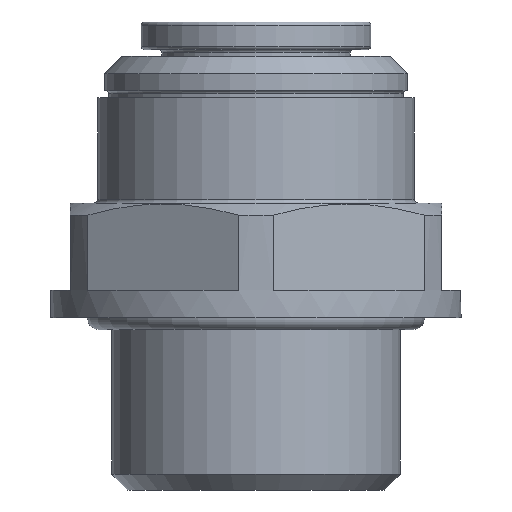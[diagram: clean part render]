
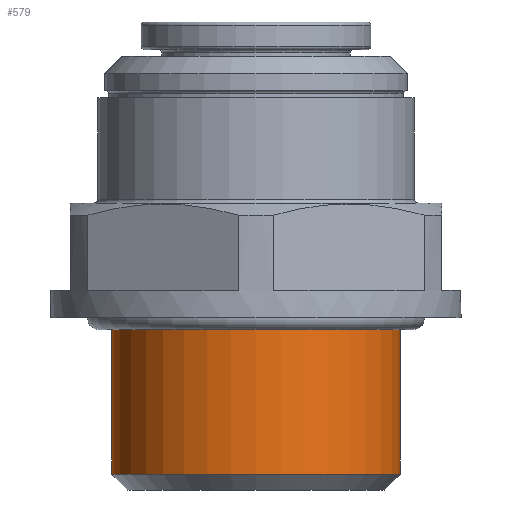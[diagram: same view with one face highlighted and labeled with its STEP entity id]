
A CAD part, front view. The second image highlights one B-rep face of the part: STEP entity #579.
In plain terms, the highlighted cylindrical face has radius 10.477 mm (diameter 20.955 mm), a full revolution.
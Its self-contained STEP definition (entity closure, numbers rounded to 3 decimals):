
#72=CYLINDRICAL_SURFACE('',#670,10.478);
#162=ORIENTED_EDGE('',*,*,#270,.F.);
#163=ORIENTED_EDGE('',*,*,#269,.T.);
#269=EDGE_CURVE('',#330,#330,#373,.T.);
#270=EDGE_CURVE('',#331,#331,#374,.T.);
#330=VERTEX_POINT('',#1043);
#331=VERTEX_POINT('',#1046);
#373=CIRCLE('',#669,10.478);
#374=CIRCLE('',#671,10.478);
#427=EDGE_LOOP('',(#162));
#428=EDGE_LOOP('',(#163));
#503=FACE_BOUND('',#427,.T.);
#504=FACE_BOUND('',#428,.T.);
#579=ADVANCED_FACE('',(#503,#504),#72,.T.);
#669=AXIS2_PLACEMENT_3D('',#1042,#825,#826);
#670=AXIS2_PLACEMENT_3D('',#1044,#827,#828);
#671=AXIS2_PLACEMENT_3D('',#1045,#829,#830);
#825=DIRECTION('',(0.,0.,-1.));
#826=DIRECTION('',(-1.,0.,0.));
#827=DIRECTION('',(0.,0.,-1.));
#828=DIRECTION('',(-1.,0.,0.));
#829=DIRECTION('',(0.,0.,-1.));
#830=DIRECTION('',(-1.,0.,0.));
#1042=CARTESIAN_POINT('',(0.,0.,0.));
#1043=CARTESIAN_POINT('',(-10.478,0.,0.));
#1044=CARTESIAN_POINT('',(0.,0.,-12.5));
#1045=CARTESIAN_POINT('',(0.,0.,-11.338));
#1046=CARTESIAN_POINT('',(-10.478,0.,-11.338));
